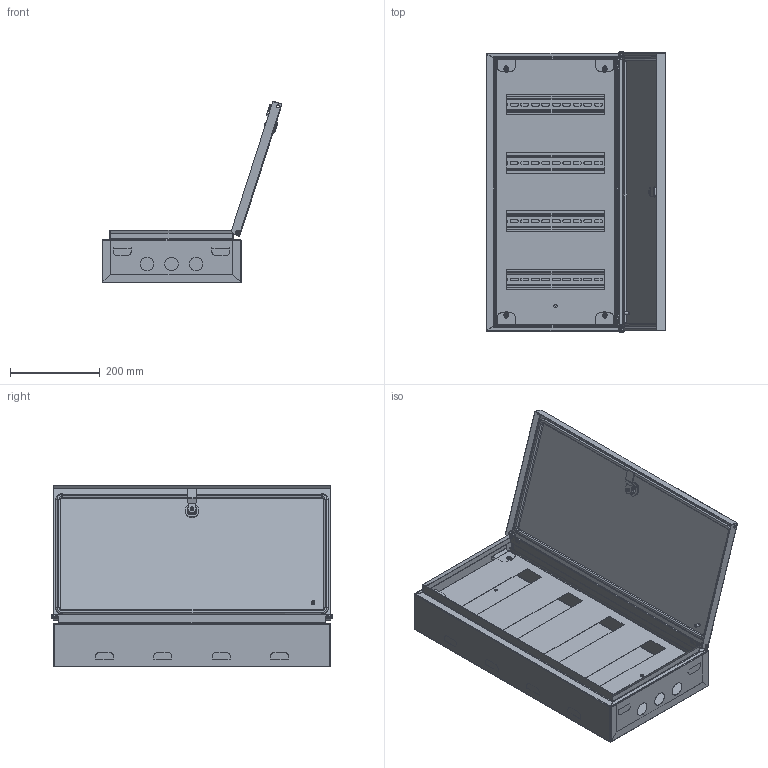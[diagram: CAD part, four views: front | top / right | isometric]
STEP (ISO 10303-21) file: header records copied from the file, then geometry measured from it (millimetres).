
FILE_DESCRIPTION (( 'STEP AP214' ), '1' );
FILE_NAME ('昈-1600.00.00.000 捘.STEP', '2018-07-31T10:48:51', ( 'Admin' ), ( '' ), 'SwSTEP 2.0', 'SolidWorks 2017', '' );
FILE_SCHEMA (( 'AUTOMOTIVE_DESIGN' ));
Length unit declared in the file: millimetre
Products named in the file (22): Ñòåíêà íèæíÿÿ ÌÈ-1597.01.03.001; Ñòåíêà âåðõíÿÿ â ñáîðå ÌÈ-1597.01.02.000 ÑÁ; Ñòåíêà âåðõíÿÿ ÌÈ-1597.01.02.001; Ñòåíêà íèæíÿÿ â ñáîðå ÌÈ-1597.01.03.000 ÑÁ; Ñòåíêà çàäíÿÿ â ñáîðå ÌÈ-1600.01.01.000 ÑÁ; cross ph tapping 968_din_Screw DIN 968-ST4.2x13-C-H-N; ÌÈ-457.03.00.000 Ïàíåëü â ñáîðå; Êðîíøòåéí 40õ40; 昈-457.03.00.001 眈翴錪; Øïèëüêà Ì6õ12; DIN-ðåéêà; Ñòåíêà çàäíÿÿ ÌÈ-1600.01.01.001; pan head cross recess screw_iso_ISO 7045 - M4 x 16 - Z --- 16N; Äâåðü â ñáîðå ÌÈ-1600.02.00.000 ÑÁ; 昈-1600.00.00.000 捘; ﾇ瑟鶴 IP54; Çàêëåïêà öèëèíäðè÷åñêàÿ Ì4 ÑÒ-Á ñ âíóòðåííåé ðåçüáîé_Œ8; ÏÀÊ íà äâåðü ÌÈ-1600; ﾄ粢 ﾌﾈ-1600.02.00.001; Êîðïóñ â ñáîðå ÌÈ-1600.01.00.000 ÑÁ; rivet 02_din_DIN 660-4x8-St-A-3; Ïåòëÿ
Assembly tree (54 placements, depth 4):
  昈-1600.00.00.000 捘
    Êîðïóñ â ñáîðå ÌÈ-1600.01.00.000 ÑÁ
      Ñòåíêà çàäíÿÿ â ñáîðå ÌÈ-1600.01.01.000 ÑÁ
        Ñòåíêà çàäíÿÿ ÌÈ-1600.01.01.001
        Øïèëüêà Ì6õ12
        Êðîíøòåéí 40õ40  x8
      Ñòåíêà âåðõíÿÿ â ñáîðå ÌÈ-1597.01.02.000 ÑÁ
        Ñòåíêà âåðõíÿÿ ÌÈ-1597.01.02.001
        Êðîíøòåéí 40õ40  x2
      Ñòåíêà íèæíÿÿ â ñáîðå ÌÈ-1597.01.03.000 ÑÁ
        Ñòåíêà íèæíÿÿ ÌÈ-1597.01.03.001
        Êðîíøòåéí 40õ40  x2
      Ïåòëÿ  x2
      rivet 02_din_DIN 660-4x8-St-A-3  x4
    Äâåðü â ñáîðå ÌÈ-1600.02.00.000 ÑÁ
      ﾄ粢 ﾌﾈ-1600.02.00.001
      ÏÀÊ íà äâåðü ÌÈ-1600
      Øïèëüêà Ì6õ12
      Çàêëåïêà öèëèíäðè÷åñêàÿ Ì4 ÑÒ-Á ñ âíóòðåííåé ðåçüáîé_Œ8  x2
      ﾇ瑟鶴 IP54
    pan head cross recess screw_iso_ISO 7045 - M4 x 16 - Z --- 16N  x2
    DIN-ðåéêà  x4
    ÌÈ-457.03.00.000 Ïàíåëü â ñáîðå
      昈-457.03.00.001 眈翴錪
      Øïèëüêà Ì6õ12
    cross ph tapping 968_din_Screw DIN 968-ST4.2x13-C-H-N  x12
Bounding box: 401.37 x 627.64 x 405.19 mm (x, y, z)
Volume: 762250 mm3; surface area: 1812229.4 mm2
Topology: 51 solids, 51 shells, 1795 faces, 4658 edges, 2975 vertices
Faces by surface type: plane 981, cylinder 546, bspline 128, cone 66, torus 44, sphere 30
Entity records: 29561 total; most frequent: CARTESIAN_POINT 8080, ORIENTED_EDGE 4256, DIRECTION 4184, EDGE_CURVE 2128, AXIS2_PLACEMENT_3D 1409, VECTOR 1366, LINE 1366, VERTEX_POINT 1333
